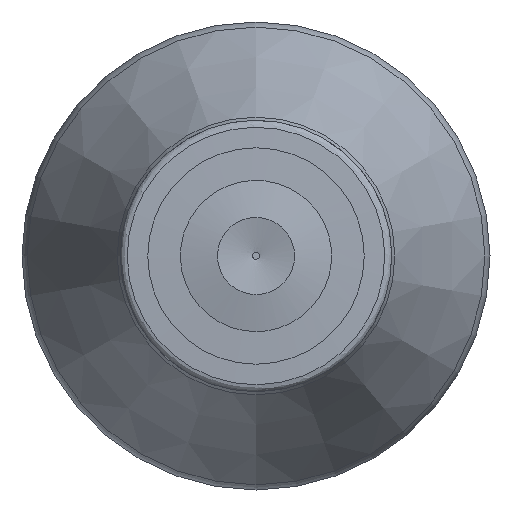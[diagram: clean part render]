
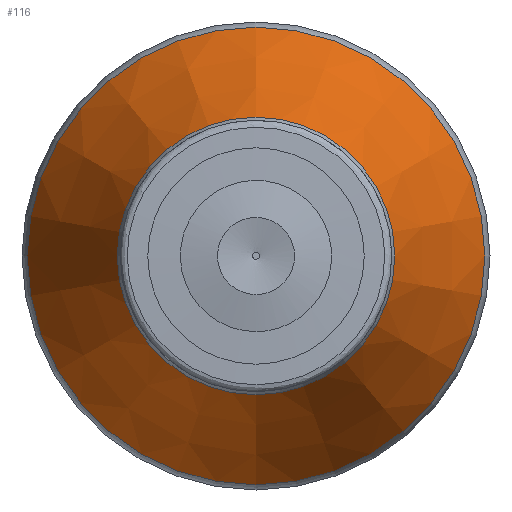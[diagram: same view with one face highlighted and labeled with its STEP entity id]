
A CAD part, left-side view. The second image highlights one B-rep face of the part: STEP entity #116.
In plain terms, the highlighted conical face has half-angle 24.821 degrees and reference radius 12.223 mm.
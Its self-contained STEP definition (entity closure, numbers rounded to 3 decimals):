
#94=CONICAL_SURFACE('',#451,12.223,24.821);
#116=ADVANCED_FACE('',(#169,#170),#94,.T.);
#169=FACE_BOUND('',#226,.T.);
#170=FACE_BOUND('',#227,.T.);
#226=EDGE_LOOP('',(#286));
#227=EDGE_LOOP('',(#287));
#286=ORIENTED_EDGE('',*,*,#362,.T.);
#287=ORIENTED_EDGE('',*,*,#361,.F.);
#331=VERTEX_POINT('',#644);
#332=VERTEX_POINT('',#647);
#361=EDGE_CURVE('',#331,#331,#391,.T.);
#362=EDGE_CURVE('',#332,#332,#392,.T.);
#391=CIRCLE('',#448,12.223);
#392=CIRCLE('',#450,7.412);
#448=AXIS2_PLACEMENT_3D('',#643,#533,#534);
#450=AXIS2_PLACEMENT_3D('',#646,#537,#538);
#451=AXIS2_PLACEMENT_3D('',#648,#539,#540);
#533=DIRECTION('',(1.,0.,0.));
#534=DIRECTION('',(0.,0.,1.));
#537=DIRECTION('',(1.,0.,0.));
#538=DIRECTION('',(0.,0.,1.));
#539=DIRECTION('',(1.,0.,0.));
#540=DIRECTION('',(0.,0.,-1.));
#643=CARTESIAN_POINT('',(72.401,0.,0.));
#644=CARTESIAN_POINT('',(72.401,0.,12.223));
#646=CARTESIAN_POINT('',(61.999,0.,0.));
#647=CARTESIAN_POINT('',(61.999,0.,7.412));
#648=CARTESIAN_POINT('',(72.401,0.,0.));
